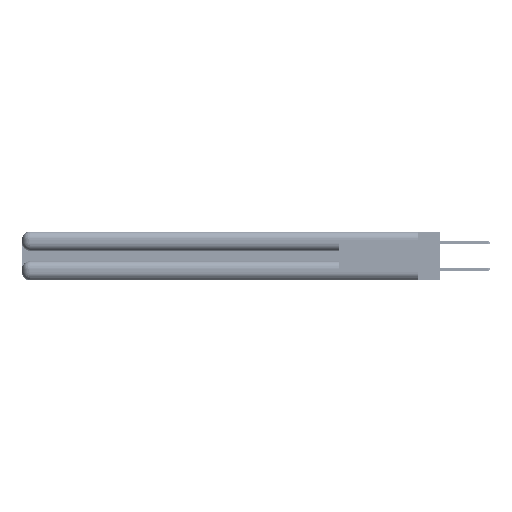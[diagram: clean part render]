
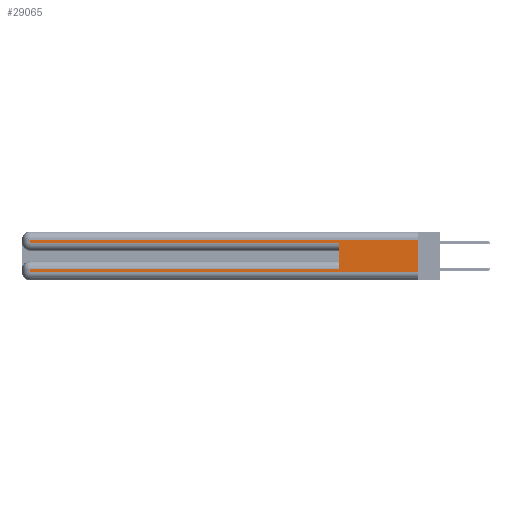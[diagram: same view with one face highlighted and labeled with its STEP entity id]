
A CAD part, left-side view. The second image highlights one B-rep face of the part: STEP entity #29065.
In plain terms, the highlighted planar face has unit normal (-1, 0, 0).
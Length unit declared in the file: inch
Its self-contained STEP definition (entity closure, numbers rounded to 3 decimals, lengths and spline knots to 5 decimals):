
#84 = CARTESIAN_POINT ( 'NONE',  ( 0., 0., 0.31 ) ) ;
#737 = ORIENTED_EDGE ( 'NONE', *, *, #29501, .T. ) ;
#4737 = VERTEX_POINT ( 'NONE', #26203 ) ;
#5231 = AXIS2_PLACEMENT_3D ( 'NONE', #8646, #39944, #13118 ) ;
#7739 = CARTESIAN_POINT ( 'NONE',  ( 0., 0., 0.285 ) ) ;
#7813 = ORIENTED_EDGE ( 'NONE', *, *, #49136, .T. ) ;
#8012 = LINE ( 'NONE', #34452, #18507 ) ;
#8017 = CARTESIAN_POINT ( 'NONE',  ( 0., 0., 0.085 ) ) ;
#8527 = VECTOR ( 'NONE', #33109, 39.37008 ) ;
#8646 = CARTESIAN_POINT ( 'NONE',  ( 0., 0., 0.37 ) ) ;
#10674 = EDGE_LOOP ( 'NONE', ( #24689, #16965, #43577, #21207, #56723, #737, #36530, #7813 ) ) ;
#12115 = EDGE_CURVE ( 'NONE', #17047, #28121, #18888, .T. ) ;
#12124 = DIRECTION ( 'NONE',  ( 0., 0., 1. ) ) ;
#13118 = DIRECTION ( 'NONE',  ( 0., 0., -1. ) ) ;
#16059 = VERTEX_POINT ( 'NONE', #16442 ) ;
#16086 = VECTOR ( 'NONE', #34845, 39.37008 ) ;
#16442 = CARTESIAN_POINT ( 'NONE',  ( 0., 0., 0.31 ) ) ;
#16965 = ORIENTED_EDGE ( 'NONE', *, *, #39645, .T. ) ;
#17047 = VERTEX_POINT ( 'NONE', #27803 ) ;
#18507 = VECTOR ( 'NONE', #12124, 39.37008 ) ;
#18888 = LINE ( 'NONE', #30185, #54432 ) ;
#19469 = DIRECTION ( 'NONE',  ( 0., -1., 0. ) ) ;
#20504 = CARTESIAN_POINT ( 'NONE',  ( 0., 0., 0.06 ) ) ;
#20579 = EDGE_CURVE ( 'NONE', #16059, #38025, #55970, .T. ) ;
#21207 = ORIENTED_EDGE ( 'NONE', *, *, #38122, .T. ) ;
#24689 = ORIENTED_EDGE ( 'NONE', *, *, #20579, .F. ) ;
#26138 = EDGE_CURVE ( 'NONE', #39359, #4737, #8012, .T. ) ;
#26203 = CARTESIAN_POINT ( 'NONE',  ( 0., 0.6, 0.285 ) ) ;
#27008 = LINE ( 'NONE', #84, #49279 ) ;
#27803 = CARTESIAN_POINT ( 'NONE',  ( 0., 2.94, 0.085 ) ) ;
#28051 = LINE ( 'NONE', #8017, #16086 ) ;
#28121 = VERTEX_POINT ( 'NONE', #57337 ) ;
#28626 = CARTESIAN_POINT ( 'NONE',  ( 0., 0., 0.37 ) ) ;
#29065 = ADVANCED_FACE ( 'NONE', ( #37183 ), #30961, .F. ) ;
#29501 = EDGE_CURVE ( 'NONE', #39359, #17047, #28051, .T. ) ;
#30185 = CARTESIAN_POINT ( 'NONE',  ( 0., 2.94, 0.37 ) ) ;
#30961 = PLANE ( 'NONE',  #5231 ) ;
#33109 = DIRECTION ( 'NONE',  ( 0., 0., -1. ) ) ;
#33739 = LINE ( 'NONE', #47969, #57339 ) ;
#34276 = LINE ( 'NONE', #46222, #47493 ) ;
#34452 = CARTESIAN_POINT ( 'NONE',  ( 0., 0.6, 0.145 ) ) ;
#34845 = DIRECTION ( 'NONE',  ( 0., 1., 0. ) ) ;
#36530 = ORIENTED_EDGE ( 'NONE', *, *, #12115, .T. ) ;
#37183 = FACE_OUTER_BOUND ( 'NONE', #10674, .T. ) ;
#38025 = VERTEX_POINT ( 'NONE', #20504 ) ;
#38122 = EDGE_CURVE ( 'NONE', #40974, #4737, #48775, .T. ) ;
#38854 = DIRECTION ( 'NONE',  ( 0., -1., 0. ) ) ;
#39359 = VERTEX_POINT ( 'NONE', #56153 ) ;
#39645 = EDGE_CURVE ( 'NONE', #16059, #48697, #27008, .T. ) ;
#39944 = DIRECTION ( 'NONE',  ( 1., 0., 0. ) ) ;
#40974 = VERTEX_POINT ( 'NONE', #45961 ) ;
#41878 = EDGE_CURVE ( 'NONE', #48697, #40974, #33739, .T. ) ;
#43554 = CARTESIAN_POINT ( 'NONE',  ( 0., 2.94, 0.31 ) ) ;
#43577 = ORIENTED_EDGE ( 'NONE', *, *, #41878, .T. ) ;
#43732 = DIRECTION ( 'NONE',  ( 0., 0., -1. ) ) ;
#45478 = DIRECTION ( 'NONE',  ( 0., 1., 0. ) ) ;
#45961 = CARTESIAN_POINT ( 'NONE',  ( 0., 2.94, 0.285 ) ) ;
#46222 = CARTESIAN_POINT ( 'NONE',  ( 0., 0., 0.06 ) ) ;
#47397 = VECTOR ( 'NONE', #38854, 39.37008 ) ;
#47493 = VECTOR ( 'NONE', #19469, 39.37008 ) ;
#47969 = CARTESIAN_POINT ( 'NONE',  ( 0., 2.94, 0.37 ) ) ;
#48697 = VERTEX_POINT ( 'NONE', #43554 ) ;
#48775 = LINE ( 'NONE', #7739, #47397 ) ;
#49136 = EDGE_CURVE ( 'NONE', #28121, #38025, #34276, .T. ) ;
#49279 = VECTOR ( 'NONE', #45478, 39.37008 ) ;
#54432 = VECTOR ( 'NONE', #56786, 39.37008 ) ;
#55970 = LINE ( 'NONE', #28626, #8527 ) ;
#56153 = CARTESIAN_POINT ( 'NONE',  ( 0., 0.6, 0.085 ) ) ;
#56723 = ORIENTED_EDGE ( 'NONE', *, *, #26138, .F. ) ;
#56786 = DIRECTION ( 'NONE',  ( 0., 0., -1. ) ) ;
#57337 = CARTESIAN_POINT ( 'NONE',  ( 0., 2.94, 0.06 ) ) ;
#57339 = VECTOR ( 'NONE', #43732, 39.37008 ) ;
